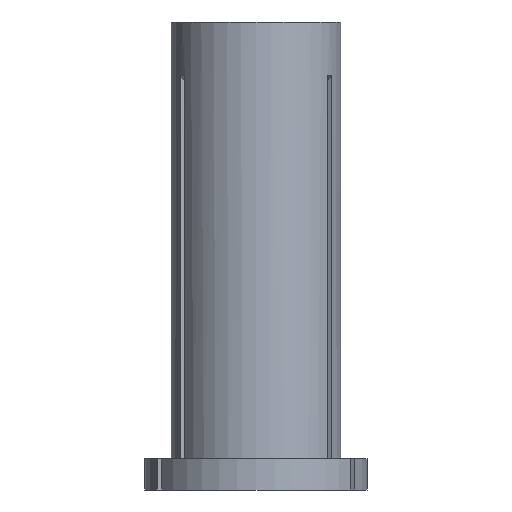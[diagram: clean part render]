
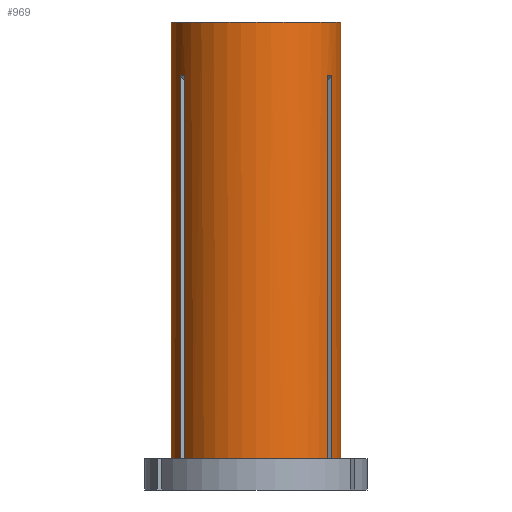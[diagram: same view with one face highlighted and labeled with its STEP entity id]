
A CAD part, front view. The second image highlights one B-rep face of the part: STEP entity #969.
In plain terms, the highlighted cylindrical face has radius 9.525 mm (diameter 19.05 mm), a partial arc.
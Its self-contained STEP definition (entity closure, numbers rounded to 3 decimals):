
#17 = DIRECTION ( 'NONE',  ( 0., 0., 1. ) ) ;
#20 = AXIS2_PLACEMENT_3D ( 'NONE', #560, #643, #824 ) ;
#22 = ORIENTED_EDGE ( 'NONE', *, *, #769, .T. ) ;
#28 = EDGE_CURVE ( 'NONE', #120, #332, #827, .T. ) ;
#31 = DIRECTION ( 'NONE',  ( 0., 0., 1. ) ) ;
#58 = CARTESIAN_POINT ( 'NONE',  ( 8.078, -5.049, -6.005 ) ) ;
#61 = ORIENTED_EDGE ( 'NONE', *, *, #64, .F. ) ;
#64 = EDGE_CURVE ( 'NONE', #730, #518, #266, .T. ) ;
#80 = CARTESIAN_POINT ( 'NONE',  ( -8.412, -4.471, -6.005 ) ) ;
#90 = CARTESIAN_POINT ( 'NONE',  ( 9.525, 0., 0. ) ) ;
#96 = AXIS2_PLACEMENT_3D ( 'NONE', #849, #1085, #577 ) ;
#106 = CYLINDRICAL_SURFACE ( 'NONE', #915, 9.525 ) ;
#120 = VERTEX_POINT ( 'NONE', #1130 ) ;
#138 = CIRCLE ( 'NONE', #822, 9.525 ) ;
#140 = B_SPLINE_CURVE_WITH_KNOTS ( 'NONE', 3,
 ( #335, #58, #597, #1027, #869 ),
 .UNSPECIFIED., .F., .F.,
 ( 4, 1, 4 ),
 ( 0.072, 0.072, 0.073 ),
 .UNSPECIFIED. ) ;
#150 = DIRECTION ( 'NONE',  ( 1., 0., 0. ) ) ;
#152 = CARTESIAN_POINT ( 'NONE',  ( -7.988, -5.189, -49. ) ) ;
#165 = DIRECTION ( 'NONE',  ( 0., 0., 1. ) ) ;
#169 = CARTESIAN_POINT ( 'NONE',  ( 9.525, 0., 0. ) ) ;
#192 = EDGE_CURVE ( 'NONE', #1008, #417, #138, .T. ) ;
#200 = CARTESIAN_POINT ( 'NONE',  ( 0., 0., -49. ) ) ;
#235 = VECTOR ( 'NONE', #501, 1000. ) ;
#245 = ORIENTED_EDGE ( 'NONE', *, *, #538, .T. ) ;
#266 = LINE ( 'NONE', #691, #539 ) ;
#276 = ORIENTED_EDGE ( 'NONE', *, *, #192, .T. ) ;
#282 = DIRECTION ( 'NONE',  ( 1., 0., 0. ) ) ;
#291 = CARTESIAN_POINT ( 'NONE',  ( -9.525, 0., -49. ) ) ;
#301 = AXIS2_PLACEMENT_3D ( 'NONE', #200, #31, #395 ) ;
#309 = EDGE_CURVE ( 'NONE', #807, #455, #494, .T. ) ;
#314 = CARTESIAN_POINT ( 'NONE',  ( 8.488, -4.323, -49. ) ) ;
#332 = VERTEX_POINT ( 'NONE', #667 ) ;
#335 = CARTESIAN_POINT ( 'NONE',  ( 7.988, -5.189, -6.014 ) ) ;
#336 = VERTEX_POINT ( 'NONE', #838 ) ;
#353 = VECTOR ( 'NONE', #935, 1000. ) ;
#354 = VECTOR ( 'NONE', #868, 1000. ) ;
#356 = CARTESIAN_POINT ( 'NONE',  ( -7.988, -5.189, -6.014 ) ) ;
#395 = DIRECTION ( 'NONE',  ( 1., 0., 0. ) ) ;
#402 = CARTESIAN_POINT ( 'NONE',  ( 8.488, -4.323, -6.014 ) ) ;
#407 = EDGE_LOOP ( 'NONE', ( #965, #276, #22, #693, #61, #733, #709, #831, #846, #797, #245, #720 ) ) ;
#414 = CIRCLE ( 'NONE', #301, 9.525 ) ;
#417 = VERTEX_POINT ( 'NONE', #1115 ) ;
#418 = VERTEX_POINT ( 'NONE', #689 ) ;
#427 = EDGE_CURVE ( 'NONE', #332, #1096, #140, .T. ) ;
#455 = VERTEX_POINT ( 'NONE', #1101 ) ;
#466 = VECTOR ( 'NONE', #1120, 1000. ) ;
#489 = VERTEX_POINT ( 'NONE', #90 ) ;
#494 = CIRCLE ( 'NONE', #96, 9.525 ) ;
#499 = DIRECTION ( 'NONE',  ( 0., 0., 1. ) ) ;
#501 = DIRECTION ( 'NONE',  ( 0., 0., 1. ) ) ;
#506 = CARTESIAN_POINT ( 'NONE',  ( -8.165, -4.909, -6. ) ) ;
#518 = VERTEX_POINT ( 'NONE', #356 ) ;
#538 = EDGE_CURVE ( 'NONE', #455, #489, #714, .T. ) ;
#539 = VECTOR ( 'NONE', #165, 1000. ) ;
#545 = LINE ( 'NONE', #662, #353 ) ;
#560 = CARTESIAN_POINT ( 'NONE',  ( 0., 0., 0. ) ) ;
#566 = EDGE_CURVE ( 'NONE', #730, #120, #414, .T. ) ;
#577 = DIRECTION ( 'NONE',  ( 1., 0., 0. ) ) ;
#593 = EDGE_CURVE ( 'NONE', #418, #489, #1102, .T. ) ;
#597 = CARTESIAN_POINT ( 'NONE',  ( 8.252, -4.765, -5.995 ) ) ;
#599 = VECTOR ( 'NONE', #920, 1000. ) ;
#608 = CARTESIAN_POINT ( 'NONE',  ( -8.488, -4.323, -6.014 ) ) ;
#643 = DIRECTION ( 'NONE',  ( 0., 0., 1. ) ) ;
#662 = CARTESIAN_POINT ( 'NONE',  ( 8.488, -4.323, 0. ) ) ;
#667 = CARTESIAN_POINT ( 'NONE',  ( 7.988, -5.189, -6.014 ) ) ;
#681 = CARTESIAN_POINT ( 'NONE',  ( -7.988, -5.189, -6.014 ) ) ;
#689 = CARTESIAN_POINT ( 'NONE',  ( -9.525, 0., 0. ) ) ;
#691 = CARTESIAN_POINT ( 'NONE',  ( -7.988, -5.189, 0. ) ) ;
#693 = ORIENTED_EDGE ( 'NONE', *, *, #914, .T. ) ;
#709 = ORIENTED_EDGE ( 'NONE', *, *, #28, .T. ) ;
#711 = FACE_OUTER_BOUND ( 'NONE', #407, .T. ) ;
#714 = LINE ( 'NONE', #169, #466 ) ;
#720 = ORIENTED_EDGE ( 'NONE', *, *, #593, .F. ) ;
#730 = VERTEX_POINT ( 'NONE', #152 ) ;
#732 = CARTESIAN_POINT ( 'NONE',  ( 0., 0., -49. ) ) ;
#733 = ORIENTED_EDGE ( 'NONE', *, *, #566, .T. ) ;
#769 = EDGE_CURVE ( 'NONE', #417, #336, #825, .T. ) ;
#780 = CARTESIAN_POINT ( 'NONE',  ( -8.078, -5.05, -6.005 ) ) ;
#797 = ORIENTED_EDGE ( 'NONE', *, *, #309, .T. ) ;
#807 = VERTEX_POINT ( 'NONE', #314 ) ;
#813 = EDGE_CURVE ( 'NONE', #807, #1096, #545, .T. ) ;
#822 = AXIS2_PLACEMENT_3D ( 'NONE', #732, #499, #150 ) ;
#824 = DIRECTION ( 'NONE',  ( 1., 0., 0. ) ) ;
#825 = LINE ( 'NONE', #931, #235 ) ;
#827 = LINE ( 'NONE', #1025, #354 ) ;
#831 = ORIENTED_EDGE ( 'NONE', *, *, #427, .T. ) ;
#834 = LINE ( 'NONE', #842, #599 ) ;
#838 = CARTESIAN_POINT ( 'NONE',  ( -8.488, -4.323, -6.014 ) ) ;
#842 = CARTESIAN_POINT ( 'NONE',  ( -9.525, 0., 0. ) ) ;
#846 = ORIENTED_EDGE ( 'NONE', *, *, #813, .F. ) ;
#849 = CARTESIAN_POINT ( 'NONE',  ( 0., 0., -49. ) ) ;
#868 = DIRECTION ( 'NONE',  ( 0., 0., 1. ) ) ;
#869 = CARTESIAN_POINT ( 'NONE',  ( 8.488, -4.323, -6.014 ) ) ;
#887 = CARTESIAN_POINT ( 'NONE',  ( 0., 0., 0. ) ) ;
#914 = EDGE_CURVE ( 'NONE', #336, #518, #1110, .T. ) ;
#915 = AXIS2_PLACEMENT_3D ( 'NONE', #887, #17, #282 ) ;
#920 = DIRECTION ( 'NONE',  ( 0., 0., 1. ) ) ;
#931 = CARTESIAN_POINT ( 'NONE',  ( -8.488, -4.323, 0. ) ) ;
#935 = DIRECTION ( 'NONE',  ( 0., 0., 1. ) ) ;
#965 = ORIENTED_EDGE ( 'NONE', *, *, #1065, .F. ) ;
#969 = ADVANCED_FACE ( 'NONE', ( #711 ), #106, .T. ) ;
#1008 = VERTEX_POINT ( 'NONE', #291 ) ;
#1025 = CARTESIAN_POINT ( 'NONE',  ( 7.988, -5.189, 0. ) ) ;
#1027 = CARTESIAN_POINT ( 'NONE',  ( 8.412, -4.472, -6.005 ) ) ;
#1065 = EDGE_CURVE ( 'NONE', #1008, #418, #834, .T. ) ;
#1085 = DIRECTION ( 'NONE',  ( 0., 0., 1. ) ) ;
#1096 = VERTEX_POINT ( 'NONE', #402 ) ;
#1101 = CARTESIAN_POINT ( 'NONE',  ( 9.525, 0., -49. ) ) ;
#1102 = CIRCLE ( 'NONE', #20, 9.525 ) ;
#1110 = B_SPLINE_CURVE_WITH_KNOTS ( 'NONE', 3,
 ( #608, #80, #1119, #506, #780, #681 ),
 .UNSPECIFIED., .F., .F.,
 ( 4, 2, 4 ),
 ( 0.066, 0.067, 0.067 ),
 .UNSPECIFIED. ) ;
#1115 = CARTESIAN_POINT ( 'NONE',  ( -8.488, -4.323, -49. ) ) ;
#1119 = CARTESIAN_POINT ( 'NONE',  ( -8.332, -4.619, -6. ) ) ;
#1120 = DIRECTION ( 'NONE',  ( 0., 0., 1. ) ) ;
#1130 = CARTESIAN_POINT ( 'NONE',  ( 7.988, -5.189, -49. ) ) ;
